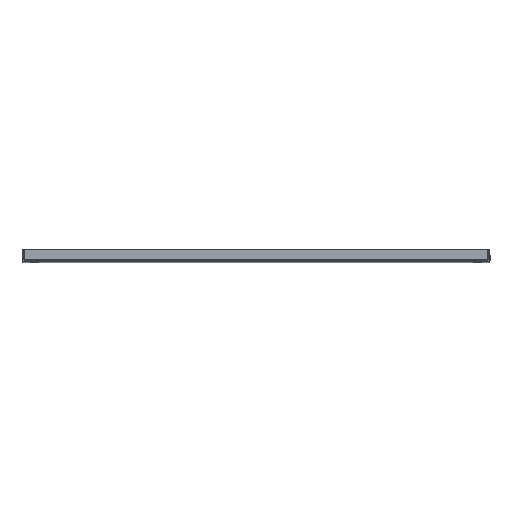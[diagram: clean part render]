
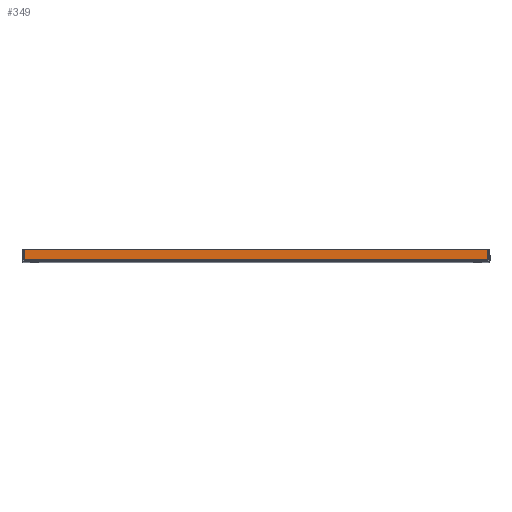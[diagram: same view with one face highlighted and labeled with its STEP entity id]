
A CAD part, top view. The second image highlights one B-rep face of the part: STEP entity #349.
In plain terms, the highlighted planar face has unit normal (0, 0, 1).
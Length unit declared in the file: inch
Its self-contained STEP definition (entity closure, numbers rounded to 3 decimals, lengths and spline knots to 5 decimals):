
#16 = ORIENTED_EDGE ( 'NONE', *, *, #24, .F. ) ;
#24 = EDGE_CURVE ( 'NONE', #1213, #1054, #1039, .T. ) ;
#186 = LINE ( 'NONE', #1201, #1155 ) ;
#200 = EDGE_CURVE ( 'NONE', #720, #1213, #765, .T. ) ;
#211 = CARTESIAN_POINT ( 'NONE',  ( -14.125, 0.125, 19. ) ) ;
#217 = CARTESIAN_POINT ( 'NONE',  ( -14.125, 0.125, 19. ) ) ;
#221 = DIRECTION ( 'NONE',  ( 1., 0., 0. ) ) ;
#222 = VECTOR ( 'NONE', #1149, 39.37008 ) ;
#247 = AXIS2_PLACEMENT_3D ( 'NONE', #1056, #1042, #1494 ) ;
#301 = EDGE_LOOP ( 'NONE', ( #16, #888, #1279, #636 ) ) ;
#322 = CARTESIAN_POINT ( 'NONE',  ( -14.125, 0.75, 19. ) ) ;
#349 = ADVANCED_FACE ( 'NONE', ( #702 ), #1389, .F. ) ;
#396 = CARTESIAN_POINT ( 'NONE',  ( 14.125, 0.75, 19. ) ) ;
#416 = VECTOR ( 'NONE', #221, 39.37008 ) ;
#464 = CARTESIAN_POINT ( 'NONE',  ( 14.125, 0.125, 19. ) ) ;
#618 = DIRECTION ( 'NONE',  ( 0., -1., 0. ) ) ;
#636 = ORIENTED_EDGE ( 'NONE', *, *, #730, .F. ) ;
#702 = FACE_OUTER_BOUND ( 'NONE', #301, .T. ) ;
#720 = VERTEX_POINT ( 'NONE', #322 ) ;
#730 = EDGE_CURVE ( 'NONE', #1054, #756, #1372, .T. ) ;
#756 = VERTEX_POINT ( 'NONE', #211 ) ;
#765 = LINE ( 'NONE', #1351, #416 ) ;
#804 = VECTOR ( 'NONE', #825, 39.37008 ) ;
#815 = CARTESIAN_POINT ( 'NONE',  ( 14.125, 0.09379, 19. ) ) ;
#825 = DIRECTION ( 'NONE',  ( 0., -1., 0. ) ) ;
#888 = ORIENTED_EDGE ( 'NONE', *, *, #200, .F. ) ;
#1039 = LINE ( 'NONE', #815, #804 ) ;
#1042 = DIRECTION ( 'NONE',  ( 0., 0., -1. ) ) ;
#1054 = VERTEX_POINT ( 'NONE', #464 ) ;
#1056 = CARTESIAN_POINT ( 'NONE',  ( 14.125, 0.09379, 19. ) ) ;
#1149 = DIRECTION ( 'NONE',  ( -1., 0., 0. ) ) ;
#1155 = VECTOR ( 'NONE', #618, 39.37008 ) ;
#1201 = CARTESIAN_POINT ( 'NONE',  ( -14.125, 0.095, 19. ) ) ;
#1213 = VERTEX_POINT ( 'NONE', #396 ) ;
#1247 = EDGE_CURVE ( 'NONE', #720, #756, #186, .T. ) ;
#1279 = ORIENTED_EDGE ( 'NONE', *, *, #1247, .T. ) ;
#1351 = CARTESIAN_POINT ( 'NONE',  ( 14.125, 0.75, 19. ) ) ;
#1372 = LINE ( 'NONE', #217, #222 ) ;
#1389 = PLANE ( 'NONE',  #247 ) ;
#1494 = DIRECTION ( 'NONE',  ( 0., 1., 0. ) ) ;
